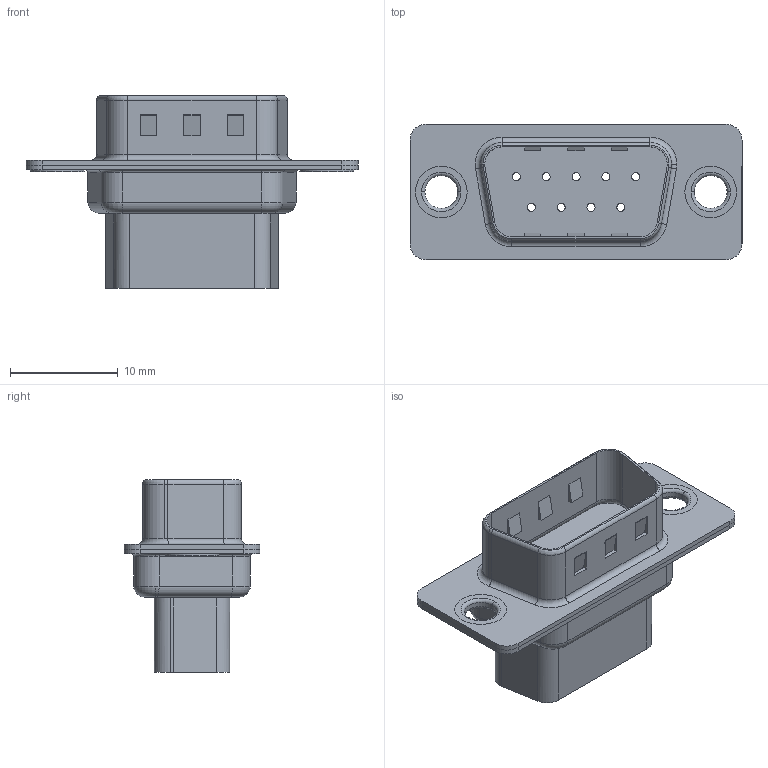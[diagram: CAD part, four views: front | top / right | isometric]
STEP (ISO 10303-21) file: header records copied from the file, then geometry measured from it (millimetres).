
FILE_DESCRIPTION (( 'STEP AP203' ), '1' );
FILE_NAME ('627-009-010-200.STEP', '2018-11-21T18:47:49', ( '' ), ( '' ), 'SwSTEP 2.0', 'SolidWorks 2016', '' );
FILE_SCHEMA (( 'CONFIG_CONTROL_DESIGN' ));
Length unit declared in the file: millimetre
Products named in the file (5): 627 Shell Rear_09 Contacts; 627 Thru Hole Rivet; 627-009-010-200; 627 Housing_09 HP; 627 Shell Front_09 Contacts
Assembly tree (5 placements, depth 2):
  627-009-010-200
    627 Housing_09 HP
    627 Shell Front_09 Contacts
    627 Shell Rear_09 Contacts
    627 Thru Hole Rivet  x2
Bounding box: 30.8 x 12.6 x 17.9 mm (x, y, z)
Volume: 1632.4 mm3; surface area: 3460.6 mm2
Topology: 5 solids, 5 shells, 350 faces, 837 edges, 526 vertices
Faces by surface type: cylinder 167, plane 125, torus 58
Entity records: 10359 total; most frequent: DIRECTION 1843, CARTESIAN_POINT 1701, ORIENTED_EDGE 1594, EDGE_CURVE 797, AXIS2_PLACEMENT_3D 723, VERTEX_POINT 502, EDGE_LOOP 401, LINE 397
